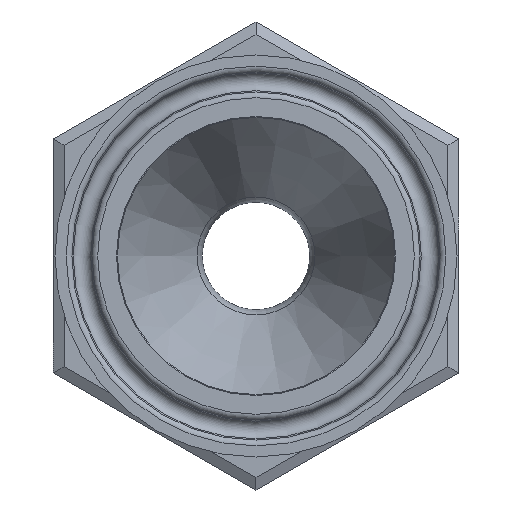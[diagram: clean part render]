
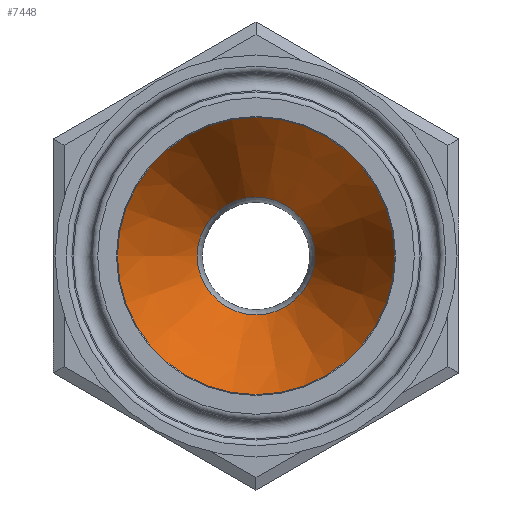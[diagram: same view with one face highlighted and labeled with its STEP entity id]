
A CAD part, left-side view. The second image highlights one B-rep face of the part: STEP entity #7448.
In plain terms, the highlighted conical face has half-angle 26 degrees and reference radius 12.065 mm.
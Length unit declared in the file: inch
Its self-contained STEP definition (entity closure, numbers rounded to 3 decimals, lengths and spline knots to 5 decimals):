
#13=CONICAL_SURFACE('',#7894,0.475,26.);
#108=FACE_BOUND('',#1339,.T.);
#878=FACE_OUTER_BOUND('',#1338,.T.);
#1338=EDGE_LOOP('',(#6870));
#1339=EDGE_LOOP('',(#6871));
#1559=CIRCLE('',#7893,0.2903);
#1560=CIRCLE('',#7895,0.68363);
#3671=VERTEX_POINT('',#16082);
#3672=VERTEX_POINT('',#16085);
#4748=EDGE_CURVE('',#3671,#3671,#1559,.T.);
#4749=EDGE_CURVE('',#3672,#3672,#1560,.T.);
#6870=ORIENTED_EDGE('',*,*,#4749,.F.);
#6871=ORIENTED_EDGE('',*,*,#4748,.F.);
#7448=ADVANCED_FACE('',(#878,#108),#13,.F.);
#7893=AXIS2_PLACEMENT_3D('',#16083,#9239,#9240);
#7894=AXIS2_PLACEMENT_3D('',#16084,#9241,#9242);
#7895=AXIS2_PLACEMENT_3D('',#16086,#9243,#9244);
#9239=DIRECTION('center_axis',(-1.,0.,0.));
#9240=DIRECTION('ref_axis',(0.,-1.,0.));
#9241=DIRECTION('center_axis',(-1.,0.,0.));
#9242=DIRECTION('ref_axis',(0.,1.,0.));
#9243=DIRECTION('center_axis',(1.,0.,0.));
#9244=DIRECTION('ref_axis',(0.,-1.,0.));
#16082=CARTESIAN_POINT('',(0.80925,0.2903,0.));
#16083=CARTESIAN_POINT('Origin',(0.80925,0.,
0.));
#16084=CARTESIAN_POINT('Origin',(0.43056,0.,
0.));
#16085=CARTESIAN_POINT('',(0.00281,0.68363,0.));
#16086=CARTESIAN_POINT('Origin',(0.00281,0.,0.));
